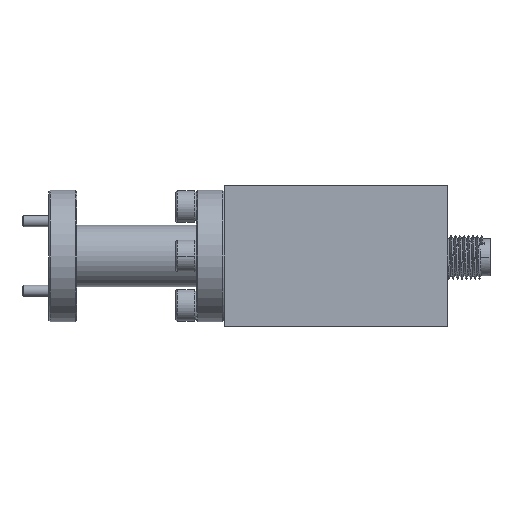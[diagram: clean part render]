
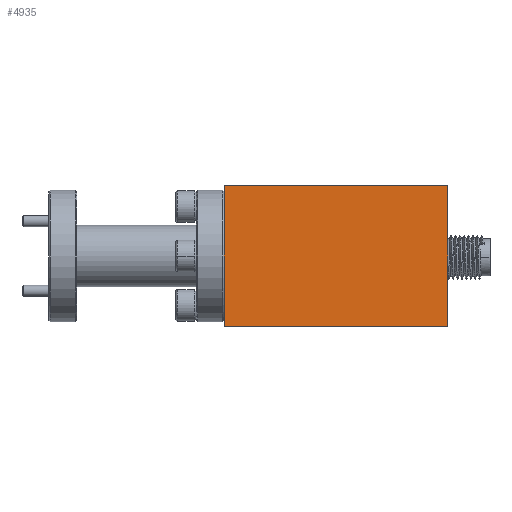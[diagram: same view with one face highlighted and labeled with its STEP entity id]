
A CAD part, left-side view. The second image highlights one B-rep face of the part: STEP entity #4935.
In plain terms, the highlighted planar face has unit normal (-1, 0, 0).
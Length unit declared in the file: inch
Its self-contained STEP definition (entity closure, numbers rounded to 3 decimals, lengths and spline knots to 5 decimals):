
#783 = EDGE_CURVE ( 'NONE', #2819, #19438, #25576, .T. ) ;
#1600 = ORIENTED_EDGE ( 'NONE', *, *, #8196, .F. ) ;
#1973 = DIRECTION ( 'NONE',  ( 0., 0., 1. ) ) ;
#2757 = CARTESIAN_POINT ( 'NONE',  ( -2.971, -0.21031, 1.33892 ) ) ;
#2819 = VERTEX_POINT ( 'NONE', #15536 ) ;
#3099 = DIRECTION ( 'NONE',  ( 0., 0., -1. ) ) ;
#3995 = ORIENTED_EDGE ( 'NONE', *, *, #18413, .T. ) ;
#4657 = VECTOR ( 'NONE', #24579, 39.37008 ) ;
#4851 = ORIENTED_EDGE ( 'NONE', *, *, #783, .F. ) ;
#4935 = ADVANCED_FACE ( 'NONE', ( #18803 ), #16458, .T. ) ;
#4990 = LINE ( 'NONE', #9232, #15564 ) ;
#5203 = LINE ( 'NONE', #2757, #18605 ) ;
#5322 = CARTESIAN_POINT ( 'NONE',  ( -2.971, 0.42719, 1.33892 ) ) ;
#6026 = CARTESIAN_POINT ( 'NONE',  ( -2.971, 0.42719, 1.33892 ) ) ;
#6174 = AXIS2_PLACEMENT_3D ( 'NONE', #6026, #14388, #1973 ) ;
#7733 = ORIENTED_EDGE ( 'NONE', *, *, #17565, .T. ) ;
#8196 = EDGE_CURVE ( 'NONE', #8689, #2819, #5203, .T. ) ;
#8689 = VERTEX_POINT ( 'NONE', #14068 ) ;
#9232 = CARTESIAN_POINT ( 'NONE',  ( -2.971, 1.06469, 1.33892 ) ) ;
#10558 = VECTOR ( 'NONE', #23535, 39.37008 ) ;
#13812 = LINE ( 'NONE', #5322, #4657 ) ;
#14068 = CARTESIAN_POINT ( 'NONE',  ( -2.971, -0.21031, 1.33892 ) ) ;
#14388 = DIRECTION ( 'NONE',  ( -1., 0., 0. ) ) ;
#15102 = CARTESIAN_POINT ( 'NONE',  ( -2.971, -0.21031, 0.53892 ) ) ;
#15536 = CARTESIAN_POINT ( 'NONE',  ( -2.971, -0.21031, 0.53892 ) ) ;
#15564 = VECTOR ( 'NONE', #3099, 39.37008 ) ;
#16458 = PLANE ( 'NONE',  #6174 ) ;
#17311 = VERTEX_POINT ( 'NONE', #22612 ) ;
#17565 = EDGE_CURVE ( 'NONE', #17311, #19438, #4990, .T. ) ;
#18413 = EDGE_CURVE ( 'NONE', #8689, #17311, #13812, .T. ) ;
#18605 = VECTOR ( 'NONE', #21545, 39.37008 ) ;
#18803 = FACE_OUTER_BOUND ( 'NONE', #24948, .T. ) ;
#19438 = VERTEX_POINT ( 'NONE', #25973 ) ;
#21545 = DIRECTION ( 'NONE',  ( 0., 0., -1. ) ) ;
#22612 = CARTESIAN_POINT ( 'NONE',  ( -2.971, 1.06469, 1.33892 ) ) ;
#23535 = DIRECTION ( 'NONE',  ( 0., 1., 0. ) ) ;
#24579 = DIRECTION ( 'NONE',  ( 0., 1., 0. ) ) ;
#24948 = EDGE_LOOP ( 'NONE', ( #7733, #4851, #1600, #3995 ) ) ;
#25576 = LINE ( 'NONE', #15102, #10558 ) ;
#25973 = CARTESIAN_POINT ( 'NONE',  ( -2.971, 1.06469, 0.53892 ) ) ;
